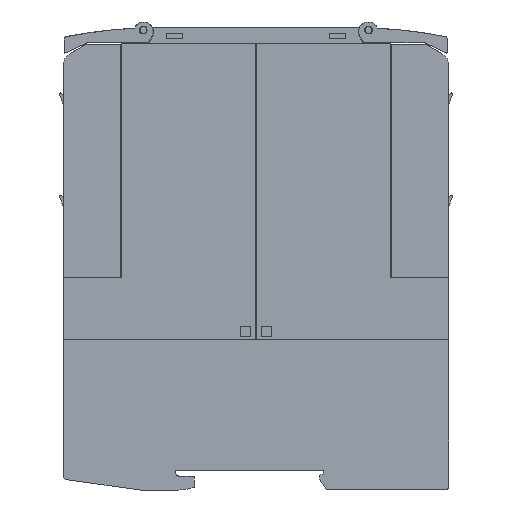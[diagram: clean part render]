
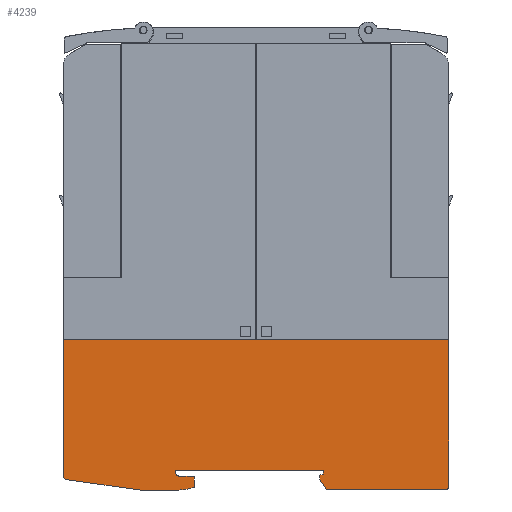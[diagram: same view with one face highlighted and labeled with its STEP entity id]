
A CAD part, left-side view. The second image highlights one B-rep face of the part: STEP entity #4239.
In plain terms, the highlighted planar face has unit normal (-1, 0, 0).
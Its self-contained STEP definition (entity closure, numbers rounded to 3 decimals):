
#4239=ADVANCED_FACE('',(#8583),#8584,.T.);
#8583=FACE_OUTER_BOUND('',#12919,.T.);
#8584=PLANE('',#12920);
#12919=EDGE_LOOP('',(#26435,#26436,#26437,#26438,#26439,#26440,#26441,#26442,#26443,#26444,#26445,#26446,#26447,#26448,#26449,#26450,#26451,#26452,#26453,#26454));
#12920=AXIS2_PLACEMENT_3D('',#26455,#26456,#26457);
#26435=ORIENTED_EDGE('',*,*,#31774,.F.);
#26436=ORIENTED_EDGE('',*,*,#31851,.F.);
#26437=ORIENTED_EDGE('',*,*,#31847,.F.);
#26438=ORIENTED_EDGE('',*,*,#31843,.F.);
#26439=ORIENTED_EDGE('',*,*,#31839,.F.);
#26440=ORIENTED_EDGE('',*,*,#31835,.F.);
#26441=ORIENTED_EDGE('',*,*,#31831,.F.);
#26442=ORIENTED_EDGE('',*,*,#31827,.F.);
#26443=ORIENTED_EDGE('',*,*,#31823,.F.);
#26444=ORIENTED_EDGE('',*,*,#31819,.F.);
#26445=ORIENTED_EDGE('',*,*,#31815,.F.);
#26446=ORIENTED_EDGE('',*,*,#31811,.F.);
#26447=ORIENTED_EDGE('',*,*,#31807,.F.);
#26448=ORIENTED_EDGE('',*,*,#31803,.F.);
#26449=ORIENTED_EDGE('',*,*,#31799,.F.);
#26450=ORIENTED_EDGE('',*,*,#31795,.F.);
#26451=ORIENTED_EDGE('',*,*,#31791,.F.);
#26452=ORIENTED_EDGE('',*,*,#31787,.F.);
#26453=ORIENTED_EDGE('',*,*,#31783,.F.);
#26454=ORIENTED_EDGE('',*,*,#31779,.F.);
#26455=CARTESIAN_POINT('',(0.05,51.068,19.348));
#26456=DIRECTION('',(-1.0,0.0,0.0));
#26457=DIRECTION('',(0.0,1.0,0.0));
#31774=EDGE_CURVE('',#39743,#39744,#39745,.T.);
#31779=EDGE_CURVE('',#39744,#39752,#39753,.T.);
#31783=EDGE_CURVE('',#39752,#39758,#39759,.T.);
#31787=EDGE_CURVE('',#39758,#39764,#39765,.T.);
#31791=EDGE_CURVE('',#39764,#39770,#39771,.T.);
#31795=EDGE_CURVE('',#39770,#39776,#39777,.T.);
#31799=EDGE_CURVE('',#39776,#39782,#39783,.T.);
#31803=EDGE_CURVE('',#39782,#39788,#39789,.T.);
#31807=EDGE_CURVE('',#39788,#39794,#39795,.T.);
#31811=EDGE_CURVE('',#39794,#39800,#39801,.T.);
#31815=EDGE_CURVE('',#39800,#39806,#39807,.T.);
#31819=EDGE_CURVE('',#39806,#39812,#39813,.T.);
#31823=EDGE_CURVE('',#39812,#39818,#39819,.T.);
#31827=EDGE_CURVE('',#39818,#39824,#39825,.T.);
#31831=EDGE_CURVE('',#39824,#39830,#39831,.T.);
#31835=EDGE_CURVE('',#39830,#39836,#39837,.T.);
#31839=EDGE_CURVE('',#39836,#39842,#39843,.T.);
#31843=EDGE_CURVE('',#39842,#39848,#39849,.T.);
#31847=EDGE_CURVE('',#39848,#39854,#39855,.T.);
#31851=EDGE_CURVE('',#39854,#39743,#39860,.T.);
#39743=VERTEX_POINT('',#51731);
#39744=VERTEX_POINT('',#51732);
#39745=CIRCLE('',#51733,10.);
#39752=VERTEX_POINT('',#51742);
#39753=LINE('',#51743,#51744);
#39758=VERTEX_POINT('',#51751);
#39759=LINE('',#51752,#51753);
#39764=VERTEX_POINT('',#51760);
#39765=CIRCLE('',#51761,1.);
#39770=VERTEX_POINT('',#51767);
#39771=LINE('',#51768,#51769);
#39776=VERTEX_POINT('',#51776);
#39777=LINE('',#51777,#51778);
#39782=VERTEX_POINT('',#51785);
#39783=LINE('',#51786,#51787);
#39788=VERTEX_POINT('',#51794);
#39789=CIRCLE('',#51795,1.);
#39794=VERTEX_POINT('',#51801);
#39795=LINE('',#51802,#51803);
#39800=VERTEX_POINT('',#51810);
#39801=LINE('',#51811,#51812);
#39806=VERTEX_POINT('',#51819);
#39807=LINE('',#51820,#51821);
#39812=VERTEX_POINT('',#51828);
#39813=LINE('',#51829,#51830);
#39818=VERTEX_POINT('',#51837);
#39819=LINE('',#51838,#51839);
#39824=VERTEX_POINT('',#51846);
#39825=LINE('',#51847,#51848);
#39830=VERTEX_POINT('',#51855);
#39831=CIRCLE('',#51856,0.3);
#39836=VERTEX_POINT('',#51862);
#39837=CIRCLE('',#51863,1.2);
#39842=VERTEX_POINT('',#51869);
#39843=LINE('',#51870,#51871);
#39848=VERTEX_POINT('',#51878);
#39849=LINE('',#51879,#51880);
#39854=VERTEX_POINT('',#51887);
#39855=LINE('',#51888,#51889);
#39860=LINE('',#51896,#51897);
#51731=CARTESIAN_POINT('',(0.05,68.786,0.256));
#51732=CARTESIAN_POINT('',(0.05,71.035,0.0));
#51733=AXIS2_PLACEMENT_3D('',#56731,#56732,#56733);
#51742=CARTESIAN_POINT('',(0.05,80.98,0.0));
#51743=CARTESIAN_POINT('',(0.05,71.035,0.0));
#51744=VECTOR('',#56739,1.0);
#51751=CARTESIAN_POINT('',(0.05,100.119,2.69));
#51752=CARTESIAN_POINT('',(0.05,80.98,0.0));
#51753=VECTOR('',#56742,1.0);
#51760=CARTESIAN_POINT('',(0.05,100.98,3.68));
#51761=AXIS2_PLACEMENT_3D('',#56745,#56746,#56747);
#51767=CARTESIAN_POINT('',(0.05,100.98,39.));
#51768=CARTESIAN_POINT('',(0.05,100.98,3.68));
#51769=VECTOR('',#56752,1.0);
#51776=CARTESIAN_POINT('',(0.05,0.98,39.));
#51777=CARTESIAN_POINT('',(0.05,100.98,39.));
#51778=VECTOR('',#56755,1.0);
#51785=CARTESIAN_POINT('',(0.05,0.98,1.));
#51786=CARTESIAN_POINT('',(0.05,0.98,39.));
#51787=VECTOR('',#56758,1.0);
#51794=CARTESIAN_POINT('',(0.05,1.98,0.));
#51795=AXIS2_PLACEMENT_3D('',#56761,#56762,#56763);
#51801=CARTESIAN_POINT('',(0.05,32.68,0.));
#51802=CARTESIAN_POINT('',(0.05,1.98,0.));
#51803=VECTOR('',#56768,1.0);
#51810=CARTESIAN_POINT('',(0.05,34.48,2.832));
#51811=CARTESIAN_POINT('',(0.05,32.68,0.));
#51812=VECTOR('',#56771,1.0);
#51819=CARTESIAN_POINT('',(0.05,34.48,3.832));
#51820=CARTESIAN_POINT('',(0.05,34.48,2.832));
#51821=VECTOR('',#56774,1.0);
#51828=CARTESIAN_POINT('',(0.05,33.48,4.1));
#51829=CARTESIAN_POINT('',(0.05,34.48,3.832));
#51830=VECTOR('',#56777,1.0);
#51837=CARTESIAN_POINT('',(0.05,33.48,5.1));
#51838=CARTESIAN_POINT('',(0.05,33.48,4.1));
#51839=VECTOR('',#56780,1.0);
#51846=CARTESIAN_POINT('',(0.05,71.68,5.1));
#51847=CARTESIAN_POINT('',(0.05,33.48,5.1));
#51848=VECTOR('',#56783,1.0);
#51855=CARTESIAN_POINT('',(0.05,71.98,4.8));
#51856=AXIS2_PLACEMENT_3D('',#56786,#56787,#56788);
#51862=CARTESIAN_POINT('',(0.05,70.78,3.6));
#51863=AXIS2_PLACEMENT_3D('',#56793,#56794,#56795);
#51869=CARTESIAN_POINT('',(0.05,67.78,3.6));
#51870=CARTESIAN_POINT('',(0.05,70.78,3.6));
#51871=VECTOR('',#56800,1.0);
#51878=CARTESIAN_POINT('',(0.05,66.98,3.4));
#51879=CARTESIAN_POINT('',(0.05,67.78,3.6));
#51880=VECTOR('',#56803,1.0);
#51887=CARTESIAN_POINT('',(0.05,66.98,0.673));
#51888=CARTESIAN_POINT('',(0.05,66.98,3.4));
#51889=VECTOR('',#56806,1.0);
#51896=CARTESIAN_POINT('',(0.05,66.98,0.673));
#51897=VECTOR('',#56809,1.0);
#56731=CARTESIAN_POINT('',(0.05,71.035,10.));
#56732=DIRECTION('',(1.0,0.0,0.0));
#56733=DIRECTION('',(0.0,0.,-1.0));
#56739=DIRECTION('',(0.0,1.0,0.0));
#56742=DIRECTION('',(0.0,0.99,0.139));
#56745=CARTESIAN_POINT('',(0.05,99.98,3.68));
#56746=DIRECTION('',(1.0,0.0,-0.0));
#56747=DIRECTION('',(0.0,1.0,0.));
#56752=DIRECTION('',(0.0,0.0,1.0));
#56755=DIRECTION('',(0.0,-1.0,0.0));
#56758=DIRECTION('',(0.0,0.0,-1.0));
#56761=CARTESIAN_POINT('',(0.05,1.98,1.));
#56762=DIRECTION('',(1.0,0.0,0.0));
#56763=DIRECTION('',(0.0,0.,-1.0));
#56768=DIRECTION('',(0.0,1.0,0.0));
#56771=DIRECTION('',(0.0,0.536,0.844));
#56774=DIRECTION('',(0.0,0.0,1.0));
#56777=DIRECTION('',(0.0,-0.966,0.259));
#56780=DIRECTION('',(0.0,0.0,1.0));
#56783=DIRECTION('',(0.0,1.0,0.0));
#56786=CARTESIAN_POINT('',(0.05,71.68,4.8));
#56787=DIRECTION('',(-1.0,0.0,0.0));
#56788=DIRECTION('',(0.0,0.,1.));
#56793=CARTESIAN_POINT('',(0.05,70.78,4.8));
#56794=DIRECTION('',(-1.0,0.0,0.0));
#56795=DIRECTION('',(0.0,1.0,0.));
#56800=DIRECTION('',(0.0,-1.0,0.0));
#56803=DIRECTION('',(0.0,-0.97,-0.243));
#56806=DIRECTION('',(0.0,0.,-1.0));
#56809=DIRECTION('',(0.0,0.974,-0.225));
